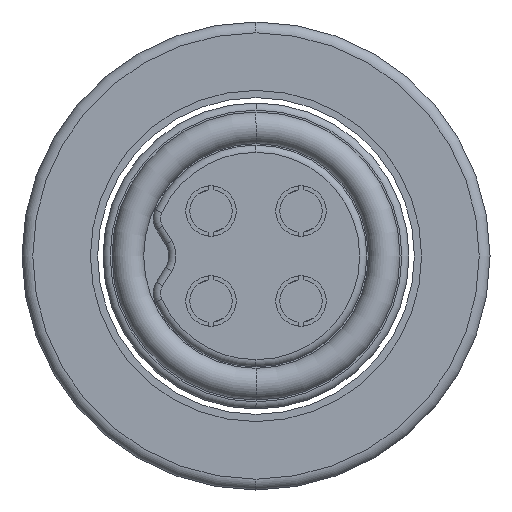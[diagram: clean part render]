
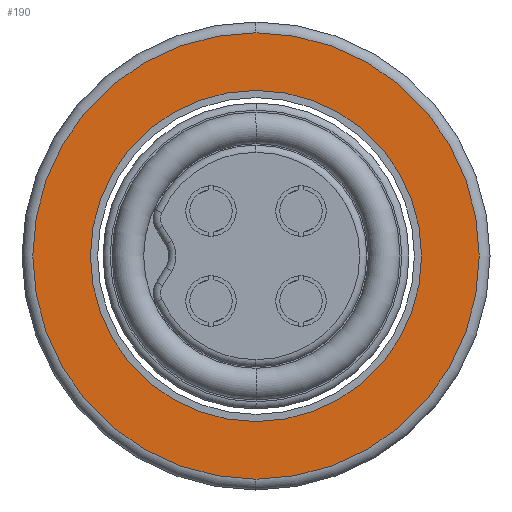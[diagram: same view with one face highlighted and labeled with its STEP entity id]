
A CAD part, left-side view. The second image highlights one B-rep face of the part: STEP entity #190.
In plain terms, the highlighted planar face has unit normal (-1, 0, 0).
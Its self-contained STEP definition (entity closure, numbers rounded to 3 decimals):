
#38 = CARTESIAN_POINT ( 'NONE',  ( 0., 0., 2.3 ) ) ;
#65 = VERTEX_POINT ( 'NONE', #38 ) ;
#76 = AXIS2_PLACEMENT_3D ( 'NONE', #145, #3484, #3444 ) ;
#131 = FACE_BOUND ( 'NONE', #3298, .T. ) ;
#145 = CARTESIAN_POINT ( 'NONE',  ( 0., 0., 0. ) ) ;
#171 = CIRCLE ( 'NONE', #458, 2.3 ) ;
#190 = ADVANCED_FACE ( 'NONE', ( #3509, #131 ), #945, .F. ) ;
#282 = ORIENTED_EDGE ( 'NONE', *, *, #3338, .F. ) ;
#430 = EDGE_CURVE ( 'NONE', #2930, #3078, #2835, .T. ) ;
#458 = AXIS2_PLACEMENT_3D ( 'NONE', #818, #2816, #1406 ) ;
#523 = CARTESIAN_POINT ( 'NONE',  ( 0., 0., 0. ) ) ;
#818 = CARTESIAN_POINT ( 'NONE',  ( 0., 0., 0. ) ) ;
#945 = PLANE ( 'NONE',  #76 ) ;
#987 = DIRECTION ( 'NONE',  ( -1., 0., 0. ) ) ;
#1002 = CARTESIAN_POINT ( 'NONE',  ( 0., 0., 0. ) ) ;
#1338 = DIRECTION ( 'NONE',  ( 0., 0., -1. ) ) ;
#1406 = DIRECTION ( 'NONE',  ( 0., 0., 1. ) ) ;
#1611 = CIRCLE ( 'NONE', #2037, 3.1 ) ;
#1669 = DIRECTION ( 'NONE',  ( 0., 0., -1. ) ) ;
#1697 = AXIS2_PLACEMENT_3D ( 'NONE', #1002, #987, #1338 ) ;
#1787 = CARTESIAN_POINT ( 'NONE',  ( 0., 0., 3.1 ) ) ;
#2037 = AXIS2_PLACEMENT_3D ( 'NONE', #3636, #3408, #1669 ) ;
#2327 = VERTEX_POINT ( 'NONE', #3413 ) ;
#2335 = AXIS2_PLACEMENT_3D ( 'NONE', #523, #3274, #2432 ) ;
#2430 = ORIENTED_EDGE ( 'NONE', *, *, #2869, .F. ) ;
#2432 = DIRECTION ( 'NONE',  ( 0., 0., 1. ) ) ;
#2558 = ORIENTED_EDGE ( 'NONE', *, *, #3516, .T. ) ;
#2687 = EDGE_LOOP ( 'NONE', ( #3277, #2558 ) ) ;
#2816 = DIRECTION ( 'NONE',  ( -1., 0., 0. ) ) ;
#2835 = CIRCLE ( 'NONE', #1697, 3.1 ) ;
#2858 = CARTESIAN_POINT ( 'NONE',  ( 0., 0., -3.1 ) ) ;
#2869 = EDGE_CURVE ( 'NONE', #2327, #65, #171, .T. ) ;
#2930 = VERTEX_POINT ( 'NONE', #2858 ) ;
#3078 = VERTEX_POINT ( 'NONE', #1787 ) ;
#3274 = DIRECTION ( 'NONE',  ( -1., 0., 0. ) ) ;
#3277 = ORIENTED_EDGE ( 'NONE', *, *, #430, .T. ) ;
#3283 = CIRCLE ( 'NONE', #2335, 2.3 ) ;
#3298 = EDGE_LOOP ( 'NONE', ( #282, #2430 ) ) ;
#3338 = EDGE_CURVE ( 'NONE', #65, #2327, #3283, .T. ) ;
#3408 = DIRECTION ( 'NONE',  ( -1., 0., 0. ) ) ;
#3413 = CARTESIAN_POINT ( 'NONE',  ( 0., 0., -2.3 ) ) ;
#3444 = DIRECTION ( 'NONE',  ( 0., 0., -1. ) ) ;
#3484 = DIRECTION ( 'NONE',  ( 1., 0., 0. ) ) ;
#3509 = FACE_OUTER_BOUND ( 'NONE', #2687, .T. ) ;
#3516 = EDGE_CURVE ( 'NONE', #3078, #2930, #1611, .T. ) ;
#3636 = CARTESIAN_POINT ( 'NONE',  ( 0., 0., 0. ) ) ;
